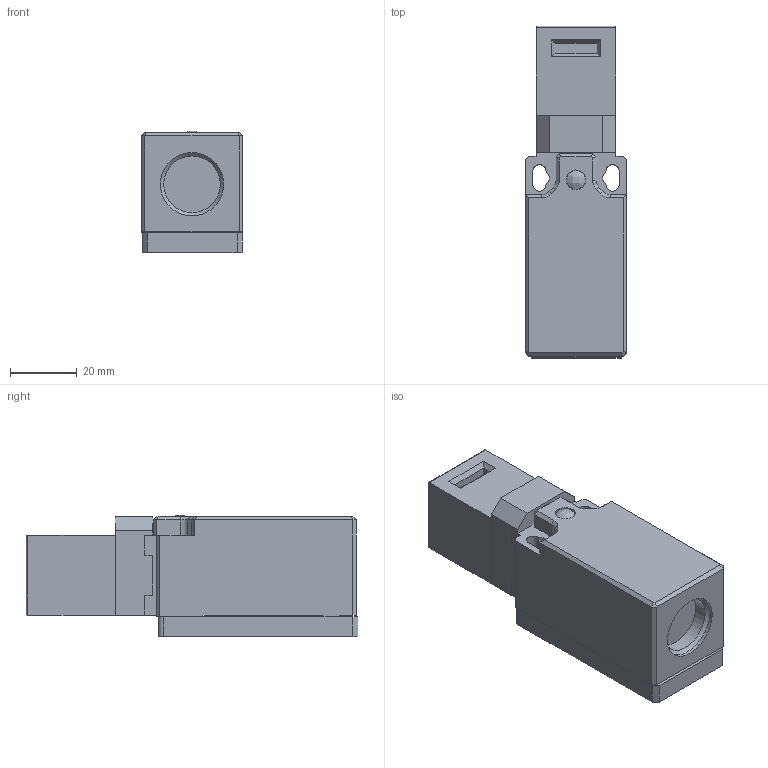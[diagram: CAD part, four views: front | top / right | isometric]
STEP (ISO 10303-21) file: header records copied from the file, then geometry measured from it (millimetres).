
FILE_DESCRIPTION (( 'STEP AP214' ), '1' );
FILE_NAME ('SP2K80X11.STEP', '2023-06-21T19:37:21', ( '' ), ( '' ), 'SwSTEP 2.0', 'SolidWorks 2021', '' );
FILE_SCHEMA (( 'AUTOMOTIVE_DESIGN' ));
Length unit declared in the file: inch
Products named in the file (1): SP2K80X11
Bounding box: 30.3 x 99.6 x 36.36 mm (x, y, z)
Volume: 76239.6 mm3; surface area: 23373.1 mm2
Topology: 4 solids, 4 shells, 262 faces, 710 edges, 464 vertices
Faces by surface type: plane 173, cylinder 80, cone 7, bspline 2
Full cylindrical faces by diameter (mm): 5.6 x1, 6 x1, 15 x2, 17 x1, 19 x1
Entity records: 10185 total; most frequent: CARTESIAN_POINT 1481, ORIENTED_EDGE 1394, DIRECTION 1372, EDGE_CURVE 697, VECTOR 534, LINE 534, VERTEX_POINT 461, AXIS2_PLACEMENT_3D 419
